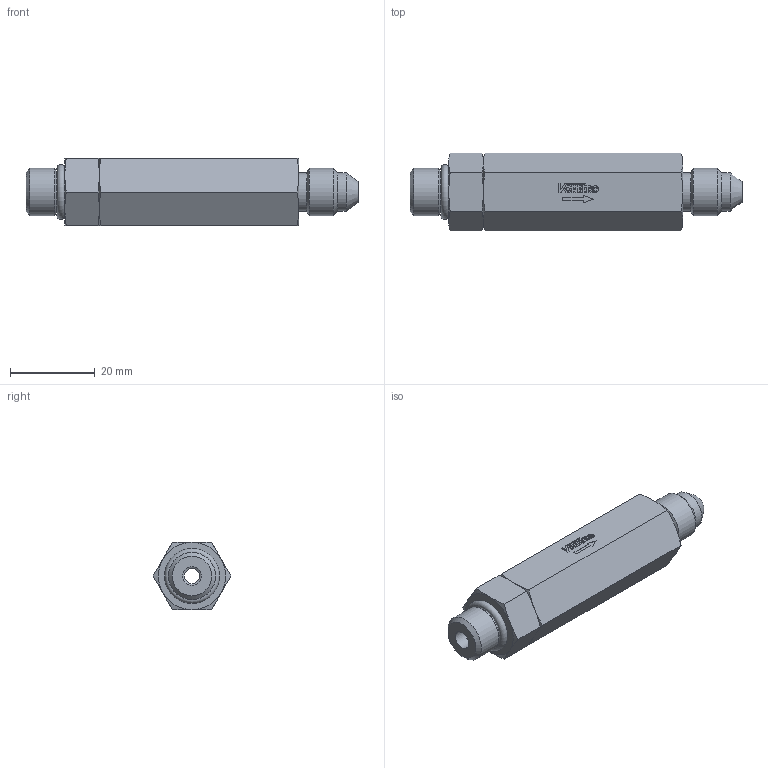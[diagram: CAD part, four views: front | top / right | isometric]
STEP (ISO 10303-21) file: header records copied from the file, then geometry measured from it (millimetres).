
FILE_DESCRIPTION((''),'2;1');
FILE_NAME('28001-804.stp','2015-02-16T09:31:32',('jml'),(''),'Autodesk Inventor 2010','Autodesk Inventor 2010','');
FILE_SCHEMA(('AUTOMOTIVE_DESIGN { 1 0 10303 214 1 1 1 1 }'));
Length unit declared in the file: inch
Products named in the file (4): 28001-804 (LevelofDetail1); 221295; 990115; 904 O-RING
Assembly tree (3 placements, depth 2):
  28001-804 (LevelofDetail1)
    221295
    990115
    904 O-RING
Bounding box: 78.23 x 18.33 x 15.88 mm (x, y, z)
Volume: 13116.4 mm3; surface area: 6715.9 mm2
Topology: 4 solids, 4 shells, 167 faces, 410 edges, 264 vertices
Faces by surface type: plane 103, cone 34, cylinder 23, bspline 4, torus 3
Full cylindrical faces by diameter (mm): 0.87 x1, 8.992 x2, 9.169 x2, 9.296 x1, 11.1 x3
Entity records: 4981 total; most frequent: CARTESIAN_POINT 982, ORIENTED_EDGE 766, DIRECTION 762, EDGE_CURVE 383, VERTEX_POINT 261, AXIS2_PLACEMENT_3D 257, VECTOR 248, LINE 248
